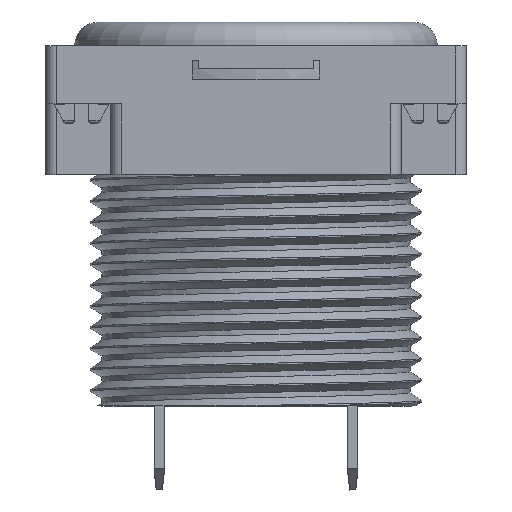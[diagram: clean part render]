
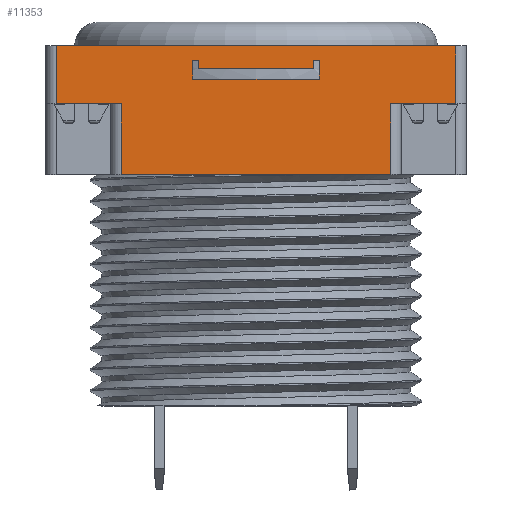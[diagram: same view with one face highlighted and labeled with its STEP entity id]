
A CAD part, top view. The second image highlights one B-rep face of the part: STEP entity #11353.
In plain terms, the highlighted planar face has unit normal (0, 0, 1).
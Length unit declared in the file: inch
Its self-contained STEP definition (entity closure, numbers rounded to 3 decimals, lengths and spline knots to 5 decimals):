
#240=CARTESIAN_POINT('',(0.10827,0.19783,0.3937));
#241=VERTEX_POINT('',#240);
#248=CARTESIAN_POINT('',(-0.10827,0.19783,0.3937));
#249=VERTEX_POINT('',#248);
#250=CARTESIAN_POINT('',(0.10827,0.19783,0.3937));
#251=DIRECTION('',(-1.0,0.0,0.0));
#252=VECTOR('',#251,0.21654);
#253=LINE('',#250,#252);
#254=EDGE_CURVE('',#241,#249,#253,.T.);
#667=CARTESIAN_POINT('',(0.11811,0.21358,0.3937));
#668=VERTEX_POINT('',#667);
#675=CARTESIAN_POINT('',(0.10827,0.21358,0.3937));
#676=VERTEX_POINT('',#675);
#677=CARTESIAN_POINT('',(0.11811,0.21358,0.3937));
#678=DIRECTION('',(-1.0,0.0,0.0));
#679=VECTOR('',#678,0.00984);
#680=LINE('',#677,#679);
#681=EDGE_CURVE('',#668,#676,#680,.T.);
#748=CARTESIAN_POINT('',(-0.37402,0.24114,0.3937));
#749=VERTEX_POINT('',#748);
#757=CARTESIAN_POINT('',(0.37402,0.24114,0.3937));
#758=VERTEX_POINT('',#757);
#759=CARTESIAN_POINT('',(-0.37402,0.24114,0.3937));
#760=DIRECTION('',(1.0,0.0,0.0));
#761=VECTOR('',#760,0.74803);
#762=LINE('',#759,#761);
#763=EDGE_CURVE('',#749,#758,#762,.T.);
#1378=CARTESIAN_POINT('',(-0.10827,0.21358,0.3937));
#1379=VERTEX_POINT('',#1378);
#1380=CARTESIAN_POINT('',(-0.10827,0.19783,0.3937));
#1381=DIRECTION('',(0.0,1.0,0.0));
#1382=VECTOR('',#1381,0.01575);
#1383=LINE('',#1380,#1382);
#1384=EDGE_CURVE('',#249,#1379,#1383,.T.);
#1400=CARTESIAN_POINT('',(0.10827,0.21358,0.3937));
#1401=DIRECTION('',(0.0,-1.0,0.0));
#1402=VECTOR('',#1401,0.01575);
#1403=LINE('',#1400,#1402);
#1404=EDGE_CURVE('',#676,#241,#1403,.T.);
#1500=CARTESIAN_POINT('',(-0.11811,0.21358,0.3937));
#1501=VERTEX_POINT('',#1500);
#1502=CARTESIAN_POINT('',(-0.10827,0.21358,0.3937));
#1503=DIRECTION('',(-1.0,0.0,0.0));
#1504=VECTOR('',#1503,0.00984);
#1505=LINE('',#1502,#1504);
#1506=EDGE_CURVE('',#1379,#1501,#1505,.T.);
#10590=CARTESIAN_POINT('',(-0.37402,0.13189,0.3937));
#10591=VERTEX_POINT('',#10590);
#10599=CARTESIAN_POINT('',(-0.37402,0.13189,0.3937));
#10600=DIRECTION('',(0.0,1.0,0.0));
#10601=VECTOR('',#10600,0.10925);
#10602=LINE('',#10599,#10601);
#10603=EDGE_CURVE('',#10591,#749,#10602,.T.);
#10672=CARTESIAN_POINT('',(0.37402,0.21358,0.3937));
#10673=VERTEX_POINT('',#10672);
#10674=CARTESIAN_POINT('',(0.37402,0.13189,0.3937));
#10675=VERTEX_POINT('',#10674);
#10676=CARTESIAN_POINT('',(0.37402,0.21358,0.3937));
#10677=DIRECTION('',(0.0,-1.0,0.0));
#10678=VECTOR('',#10677,0.08169);
#10679=LINE('',#10676,#10678);
#10680=EDGE_CURVE('',#10673,#10675,#10679,.T.);
#10698=CARTESIAN_POINT('',(0.37402,0.21358,0.3937));
#10699=DIRECTION('',(0.0,1.0,0.0));
#10700=VECTOR('',#10699,0.02756);
#10701=LINE('',#10698,#10700);
#10702=EDGE_CURVE('',#10673,#758,#10701,.T.);
#10713=CARTESIAN_POINT('',(0.25197,0.13189,0.3937));
#10714=VERTEX_POINT('',#10713);
#10715=CARTESIAN_POINT('',(0.37402,0.13189,0.3937));
#10716=DIRECTION('',(-1.0,0.0,0.0));
#10717=VECTOR('',#10716,0.12205);
#10718=LINE('',#10715,#10717);
#10719=EDGE_CURVE('',#10675,#10714,#10718,.T.);
#10749=CARTESIAN_POINT('',(0.25197,0.,0.3937));
#10750=VERTEX_POINT('',#10749);
#10751=CARTESIAN_POINT('',(0.25197,0.13189,0.3937));
#10752=DIRECTION('',(0.0,-1.0,0.0));
#10753=VECTOR('',#10752,0.13189);
#10754=LINE('',#10751,#10753);
#10755=EDGE_CURVE('',#10714,#10750,#10754,.T.);
#10795=CARTESIAN_POINT('',(-0.25197,0.0,0.3937));
#10796=VERTEX_POINT('',#10795);
#10797=CARTESIAN_POINT('',(0.25197,0.0,0.3937));
#10798=DIRECTION('',(-1.0,0.0,0.0));
#10799=VECTOR('',#10798,0.50394);
#10800=LINE('',#10797,#10799);
#10801=EDGE_CURVE('',#10750,#10796,#10800,.T.);
#10844=CARTESIAN_POINT('',(-0.25197,0.13189,0.3937));
#10845=VERTEX_POINT('',#10844);
#10846=CARTESIAN_POINT('',(-0.25197,0.0,0.3937));
#10847=DIRECTION('',(0.0,1.0,0.0));
#10848=VECTOR('',#10847,0.13189);
#10849=LINE('',#10846,#10848);
#10850=EDGE_CURVE('',#10796,#10845,#10849,.T.);
#10869=CARTESIAN_POINT('',(-0.25197,0.13189,0.3937));
#10870=DIRECTION('',(-1.0,0.0,0.0));
#10871=VECTOR('',#10870,0.12205);
#10872=LINE('',#10869,#10871);
#10873=EDGE_CURVE('',#10845,#10591,#10872,.T.);
#11298=CARTESIAN_POINT('',(-0.11811,0.17815,0.3937));
#11299=VERTEX_POINT('',#11298);
#11300=CARTESIAN_POINT('',(-0.11811,0.21358,0.3937));
#11301=DIRECTION('',(0.0,-1.0,0.0));
#11302=VECTOR('',#11301,0.03543);
#11303=LINE('',#11300,#11302);
#11304=EDGE_CURVE('',#1501,#11299,#11303,.T.);
#11315=CARTESIAN_POINT('',(0.41142,-0.01206,0.3937));
#11316=DIRECTION('',(0.0,0.0,-1.0));
#11317=DIRECTION('',(-1.0,0.0,0.0));
#11318=AXIS2_PLACEMENT_3D('',#11315,#11316,#11317);
#11319=PLANE('',#11318);
#11320=ORIENTED_EDGE('',*,*,#10603,.F.);
#11321=ORIENTED_EDGE('',*,*,#10873,.F.);
#11322=ORIENTED_EDGE('',*,*,#10850,.F.);
#11323=ORIENTED_EDGE('',*,*,#10801,.F.);
#11324=ORIENTED_EDGE('',*,*,#10755,.F.);
#11325=ORIENTED_EDGE('',*,*,#10719,.F.);
#11326=ORIENTED_EDGE('',*,*,#10680,.F.);
#11327=ORIENTED_EDGE('',*,*,#10702,.T.);
#11328=ORIENTED_EDGE('',*,*,#763,.F.);
#11329=EDGE_LOOP('',(#11320,#11321,#11322,#11323,#11324,#11325,#11326,#11327,#11328));
#11330=FACE_OUTER_BOUND('',#11329,.T.);
#11331=ORIENTED_EDGE('',*,*,#1506,.F.);
#11332=ORIENTED_EDGE('',*,*,#1384,.F.);
#11333=ORIENTED_EDGE('',*,*,#254,.F.);
#11334=ORIENTED_EDGE('',*,*,#1404,.F.);
#11335=ORIENTED_EDGE('',*,*,#681,.F.);
#11336=CARTESIAN_POINT('',(0.11811,0.17815,0.3937));
#11337=VERTEX_POINT('',#11336);
#11338=CARTESIAN_POINT('',(0.11811,0.21358,0.3937));
#11339=DIRECTION('',(0.0,-1.0,0.0));
#11340=VECTOR('',#11339,0.03543);
#11341=LINE('',#11338,#11340);
#11342=EDGE_CURVE('',#668,#11337,#11341,.T.);
#11343=ORIENTED_EDGE('',*,*,#11342,.T.);
#11344=CARTESIAN_POINT('',(-0.11811,0.17815,0.3937));
#11345=DIRECTION('',(1.0,0.0,0.0));
#11346=VECTOR('',#11345,0.23622);
#11347=LINE('',#11344,#11346);
#11348=EDGE_CURVE('',#11299,#11337,#11347,.T.);
#11349=ORIENTED_EDGE('',*,*,#11348,.F.);
#11350=ORIENTED_EDGE('',*,*,#11304,.F.);
#11351=EDGE_LOOP('',(#11331,#11332,#11333,#11334,#11335,#11343,#11349,#11350));
#11352=FACE_BOUND('',#11351,.T.);
#11353=ADVANCED_FACE('',(#11330,#11352),#11319,.F.);
